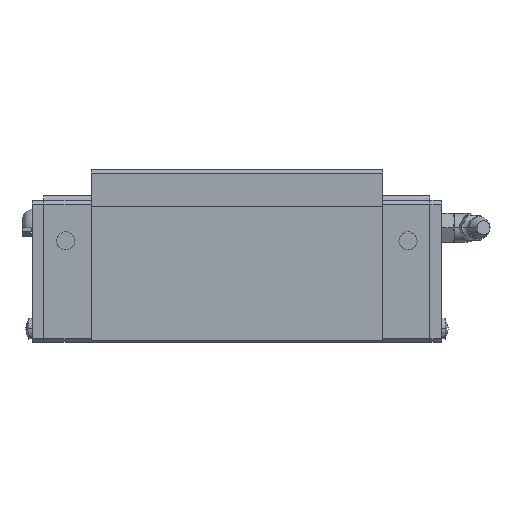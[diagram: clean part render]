
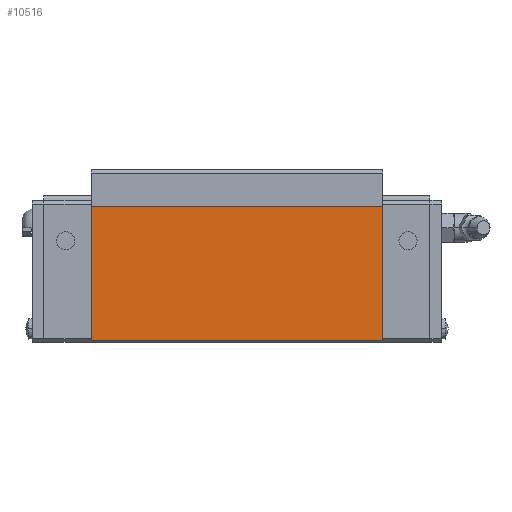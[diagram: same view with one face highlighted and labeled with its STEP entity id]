
A CAD part, left-side view. The second image highlights one B-rep face of the part: STEP entity #10516.
In plain terms, the highlighted planar face has unit normal (-1, 0, 0).
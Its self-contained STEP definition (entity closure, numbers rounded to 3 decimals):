
#9909=CARTESIAN_POINT('',(-34.49,16.201,44.8));
#9910=VERTEX_POINT('',#9909);
#9917=CARTESIAN_POINT('',(-34.49,16.201,7.99));
#9918=VERTEX_POINT('',#9917);
#9919=CARTESIAN_POINT('',(-34.49,16.201,12369.275));
#9920=DIRECTION('',(0.,0.,-1.));
#9921=VECTOR('',#9920,24690.);
#9922=LINE('',#9919,#9921);
#9923=EDGE_CURVE('',#9910,#9918,#9922,.T.);
#10104=CARTESIAN_POINT('',(-34.49,96.201,7.99));
#10105=VERTEX_POINT('',#10104);
#10112=CARTESIAN_POINT('',(-34.49,96.201,44.8));
#10113=VERTEX_POINT('',#10112);
#10114=CARTESIAN_POINT('',(-34.49,96.201,-12320.725));
#10115=DIRECTION('',(-0.,-0.,1.));
#10116=VECTOR('',#10115,24690.);
#10117=LINE('',#10114,#10116);
#10118=EDGE_CURVE('',#10105,#10113,#10117,.T.);
#10490=CARTESIAN_POINT('',(-34.49,-12288.799,44.8));
#10491=DIRECTION('',(-0.,1.,-0.));
#10492=VECTOR('',#10491,24690.);
#10493=LINE('',#10490,#10492);
#10494=EDGE_CURVE('',#9910,#10113,#10493,.T.);
#10500=CARTESIAN_POINT('',(-34.49,56.201,17.3));
#10501=DIRECTION('',(-1.,0.,0.));
#10502=DIRECTION('',(0.,0.,1.));
#10503=AXIS2_PLACEMENT_3D('',#10500,#10501,#10502);
#10504=PLANE('',#10503);
#10505=ORIENTED_EDGE('',*,*,#10118,.F.);
#10506=CARTESIAN_POINT('',(-34.49,-12268.799,7.99));
#10507=DIRECTION('',(-0.,1.,-0.));
#10508=VECTOR('',#10507,24690.);
#10509=LINE('',#10506,#10508);
#10510=EDGE_CURVE('',#9918,#10105,#10509,.T.);
#10511=ORIENTED_EDGE('',*,*,#10510,.F.);
#10512=ORIENTED_EDGE('',*,*,#9923,.F.);
#10513=ORIENTED_EDGE('',*,*,#10494,.T.);
#10514=EDGE_LOOP('',(#10505,#10511,#10512,#10513));
#10515=FACE_BOUND('',#10514,.T.);
#10516=ADVANCED_FACE('',(#10515),#10504,.T.);
